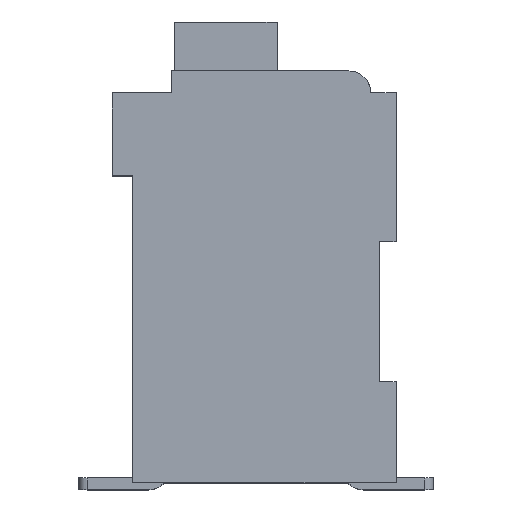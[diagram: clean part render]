
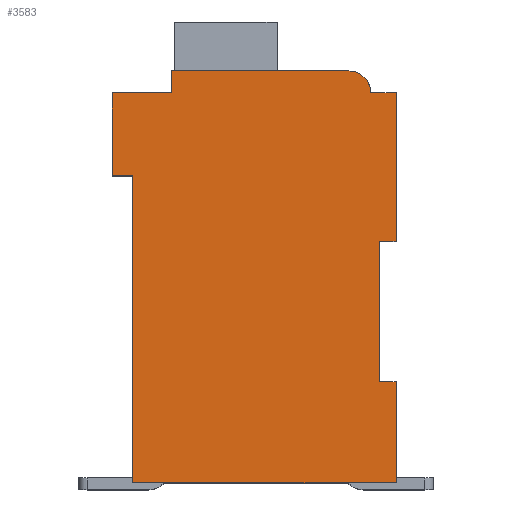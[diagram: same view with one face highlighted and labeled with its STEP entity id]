
A CAD part, top view. The second image highlights one B-rep face of the part: STEP entity #3583.
In plain terms, the highlighted planar face has unit normal (0, 0, 1).
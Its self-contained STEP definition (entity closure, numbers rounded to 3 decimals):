
#720=DIRECTION('',(1.,0.,0.));
#721=VECTOR('',#720,0.5);
#722=CARTESIAN_POINT('',(7.3,7.15,2.1));
#723=LINE('',#722,#721);
#724=DIRECTION('',(0.,1.,0.));
#725=VECTOR('',#724,4.15);
#726=CARTESIAN_POINT('',(7.3,3.,2.1));
#727=LINE('',#726,#725);
#728=DIRECTION('',(-1.,0.,0.));
#729=VECTOR('',#728,0.5);
#730=CARTESIAN_POINT('',(7.8,3.,2.1));
#731=LINE('',#730,#729);
#732=DIRECTION('',(0.,1.,0.));
#733=VECTOR('',#732,3.);
#734=CARTESIAN_POINT('',(7.8,0.,2.1));
#735=LINE('',#734,#733);
#736=DIRECTION('',(1.,0.,0.));
#737=VECTOR('',#736,7.8);
#738=CARTESIAN_POINT('',(0.,0.,2.1));
#739=LINE('',#738,#737);
#740=DIRECTION('',(0.,-1.,0.));
#741=VECTOR('',#740,9.1);
#742=CARTESIAN_POINT('',(0.,9.1,2.1));
#743=LINE('',#742,#741);
#744=DIRECTION('',(1.,0.,0.));
#745=VECTOR('',#744,0.6);
#746=CARTESIAN_POINT('',(-0.6,9.1,2.1));
#747=LINE('',#746,#745);
#748=DIRECTION('',(0.,-1.,0.));
#749=VECTOR('',#748,2.45);
#750=CARTESIAN_POINT('',(-0.6,11.55,2.1));
#751=LINE('',#750,#749);
#752=DIRECTION('',(-1.,0.,0.));
#753=VECTOR('',#752,1.75);
#754=CARTESIAN_POINT('',(1.15,11.55,2.1));
#755=LINE('',#754,#753);
#756=DIRECTION('',(0.,-1.,0.));
#757=VECTOR('',#756,0.65);
#758=CARTESIAN_POINT('',(1.15,12.2,2.1));
#759=LINE('',#758,#757);
#760=DIRECTION('',(-1.,0.,0.));
#761=VECTOR('',#760,5.25);
#762=CARTESIAN_POINT('',(6.4,12.2,2.1));
#763=LINE('',#762,#761);
#764=CARTESIAN_POINT('',(6.4,11.55,2.1));
#765=DIRECTION('',(0.,0.,1.));
#766=DIRECTION('',(1.,0.,0.));
#767=AXIS2_PLACEMENT_3D('',#764,#765,#766);
#769=DIRECTION('',(-1.,0.,0.));
#770=VECTOR('',#769,0.75);
#771=CARTESIAN_POINT('',(7.8,11.55,2.1));
#772=LINE('',#771,#770);
#773=DIRECTION('',(0.,1.,0.));
#774=VECTOR('',#773,4.4);
#775=CARTESIAN_POINT('',(7.8,7.15,2.1));
#776=LINE('',#775,#774);
#2071=CARTESIAN_POINT('',(7.3,7.15,2.1));
#2072=CARTESIAN_POINT('',(7.8,7.15,2.1));
#2073=VERTEX_POINT('',#2071);
#2074=VERTEX_POINT('',#2072);
#2075=CARTESIAN_POINT('',(7.8,11.55,2.1));
#2076=VERTEX_POINT('',#2075);
#2077=CARTESIAN_POINT('',(7.05,11.55,2.1));
#2078=VERTEX_POINT('',#2077);
#2079=CARTESIAN_POINT('',(6.4,12.2,2.1));
#2080=VERTEX_POINT('',#2079);
#2081=CARTESIAN_POINT('',(1.15,12.2,2.1));
#2082=VERTEX_POINT('',#2081);
#2083=CARTESIAN_POINT('',(1.15,11.55,2.1));
#2084=VERTEX_POINT('',#2083);
#2085=CARTESIAN_POINT('',(-0.6,11.55,2.1));
#2086=VERTEX_POINT('',#2085);
#2087=CARTESIAN_POINT('',(-0.6,9.1,2.1));
#2088=VERTEX_POINT('',#2087);
#2089=CARTESIAN_POINT('',(0.,9.1,2.1));
#2090=VERTEX_POINT('',#2089);
#2091=CARTESIAN_POINT('',(0.,0.,2.1));
#2092=VERTEX_POINT('',#2091);
#2093=CARTESIAN_POINT('',(7.8,0.,2.1));
#2094=VERTEX_POINT('',#2093);
#2095=CARTESIAN_POINT('',(7.8,3.,2.1));
#2096=VERTEX_POINT('',#2095);
#2097=CARTESIAN_POINT('',(7.3,3.,2.1));
#2098=VERTEX_POINT('',#2097);
#3559=CARTESIAN_POINT('',(0.,0.,2.1));
#3560=DIRECTION('',(0.,0.,1.));
#3561=DIRECTION('',(1.,0.,0.));
#3562=AXIS2_PLACEMENT_3D('',#3559,#3560,#3561);
#3563=PLANE('',#3562);
#3564=ORIENTED_EDGE('',*,*,#2720,.F.);
#3565=ORIENTED_EDGE('',*,*,#2869,.F.);
#3567=ORIENTED_EDGE('',*,*,#3566,.F.);
#3569=ORIENTED_EDGE('',*,*,#3568,.F.);
#3571=ORIENTED_EDGE('',*,*,#3570,.F.);
#3572=ORIENTED_EDGE('',*,*,#2926,.F.);
#3573=ORIENTED_EDGE('',*,*,#2966,.F.);
#3574=ORIENTED_EDGE('',*,*,#3030,.F.);
#3575=ORIENTED_EDGE('',*,*,#3099,.F.);
#3576=ORIENTED_EDGE('',*,*,#3168,.F.);
#3577=ORIENTED_EDGE('',*,*,#3316,.F.);
#3578=ORIENTED_EDGE('',*,*,#3501,.F.);
#3579=ORIENTED_EDGE('',*,*,#3461,.F.);
#3580=ORIENTED_EDGE('',*,*,#2805,.F.);
#3581=EDGE_LOOP('',(#3564,#3565,#3567,#3569,#3571,#3572,#3573,#3574,#3575,#3576,
#3577,#3578,#3579,#3580));
#3582=FACE_OUTER_BOUND('',#3581,.F.);
#768=CIRCLE('',#767,0.65);
#2720=EDGE_CURVE('',#2073,#2074,#723,.T.);
#2805=EDGE_CURVE('',#2074,#2076,#776,.T.);
#2869=EDGE_CURVE('',#2098,#2073,#727,.T.);
#2926=EDGE_CURVE('',#2090,#2092,#743,.T.);
#2966=EDGE_CURVE('',#2088,#2090,#747,.T.);
#3030=EDGE_CURVE('',#2086,#2088,#751,.T.);
#3099=EDGE_CURVE('',#2084,#2086,#755,.T.);
#3168=EDGE_CURVE('',#2082,#2084,#759,.T.);
#3316=EDGE_CURVE('',#2080,#2082,#763,.T.);
#3461=EDGE_CURVE('',#2076,#2078,#772,.T.);
#3501=EDGE_CURVE('',#2078,#2080,#768,.T.);
#3566=EDGE_CURVE('',#2096,#2098,#731,.T.);
#3568=EDGE_CURVE('',#2094,#2096,#735,.T.);
#3570=EDGE_CURVE('',#2092,#2094,#739,.T.);
#3583=ADVANCED_FACE('',(#3582),#3563,.T.);
